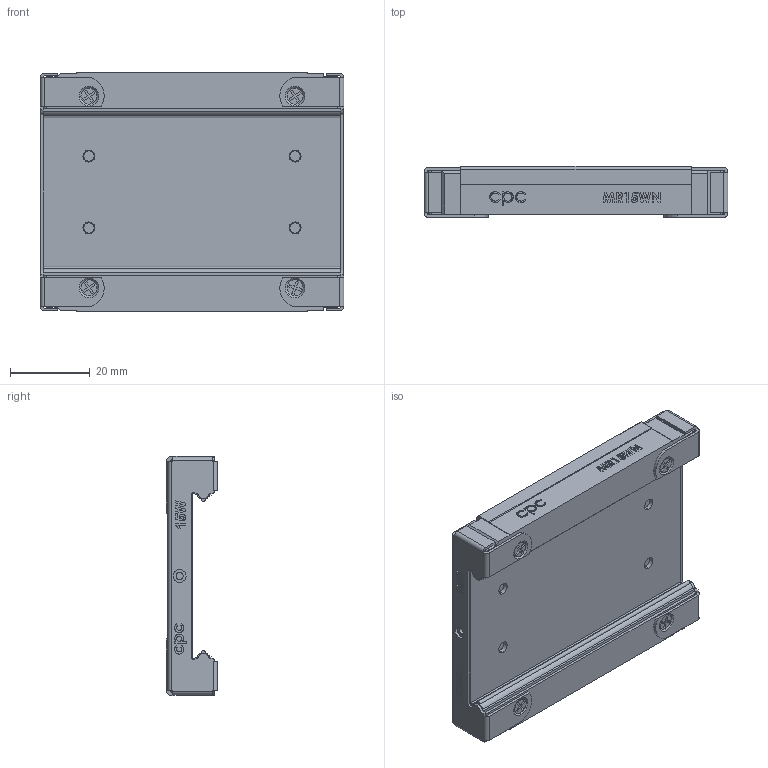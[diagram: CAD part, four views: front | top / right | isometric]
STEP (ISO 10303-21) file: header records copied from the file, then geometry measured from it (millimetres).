
FILE_DESCRIPTION (( 'STEP AP203' ), '1' );
FILE_NAME ('15WL-EE-EZ.STEP', '2009-08-12T03:10:33', ( 'cpc' ), ( '' ), 'SwSTEP 2.0', 'SolidWorks 2007', '' );
FILE_SCHEMA (( 'CONFIG_CONTROL_DESIGN' ));
Products named in the file (5): 15WL-SS-ZZ-block(x1)_預設; 埋頭螺絲M3-2__預設; MR15W-加強片(070504)-X3  _預設; 15WL-EE-EZ; M2x0.4-screw-2_預設
Assembly tree (11 placements, depth 2):
  15WL-EE-EZ
    15WL-SS-ZZ-block(x1)_預設
    MR15W-加強片(070504)-X3  _預設  x2
    埋頭螺絲M3-2__預設  x4
    M2x0.4-screw-2_預設  x4
Bounding box: 76 x 12.8 x 60 mm (x, y, z)
Volume: 36360.7 mm3; surface area: 19581.3 mm2
Topology: 11 solids, 11 shells, 1142 faces, 3034 edges, 1988 vertices
Faces by surface type: plane 637, bspline 292, cylinder 141, cone 72
Entity records: 36422 total; most frequent: CARTESIAN_POINT 17260, ORIENTED_EDGE 4210, DIRECTION 3079, EDGE_CURVE 2105, VECTOR 1461, LINE 1461, VERTEX_POINT 1390, EDGE_LOOP 865
